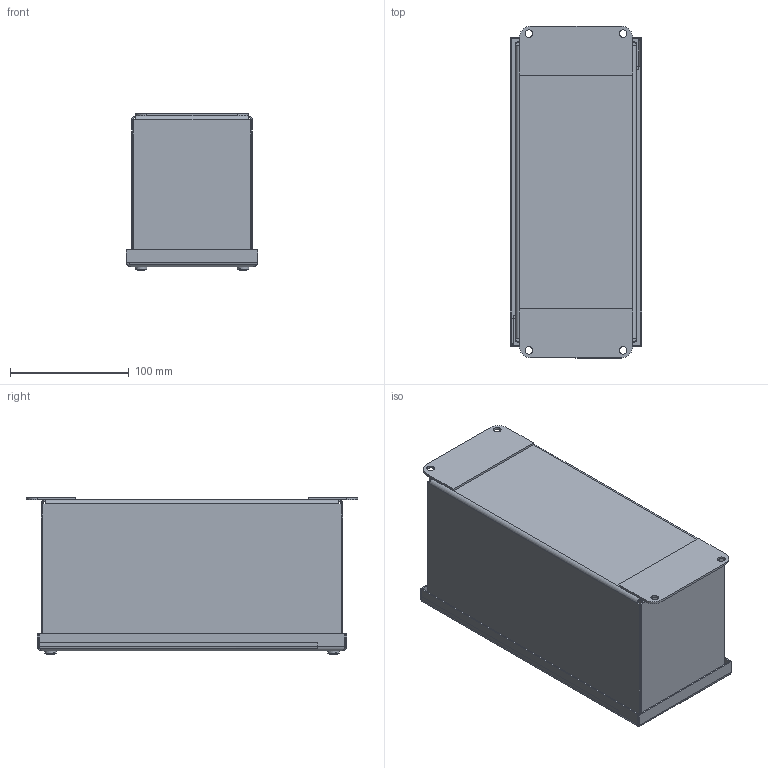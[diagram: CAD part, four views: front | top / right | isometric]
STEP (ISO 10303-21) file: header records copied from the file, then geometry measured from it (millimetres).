
FILE_DESCRIPTION(/* description */ ('LID, PBXD4SS, 10X4'),/* implementation_level */ '2;1');
FILE_NAME(/* name */ 'PBXD4SS.stp',/* time_stamp */ '2017-01-30T21:16:11+06:00',/* author */ ('mgunasekar'),/* organization */ (''),/* preprocessor_version */ 'ST-DEVELOPER v16.1',/* originating_system */ 'Autodesk Inventor 2016',/* authorisation */ '');
FILE_SCHEMA (('AUTOMOTIVE_DESIGN { 1 0 10303 214 3 1 1 }'));
Length unit declared in the file: inch
Products named in the file (13): PBXD4SSLID; 37210; 39077; PBXD4SSBKP; 34984; 38832; 32811; 3694; 31817; 3185; 348125; 316241; PBXD4SS
Assembly tree (25 placements, depth 2):
  PBXD4SS
    PBXD4SSLID
    37210  x4
    39077  x4
    PBXD4SSBKP
    34984  x4
    38832  x2
    32811  x2
    3694
    31817
    3185
    348125  x2
    316241  x2
Bounding box: 110.33 x 279.4 x 132.09 mm (x, y, z)
Volume: 238172.1 mm3; surface area: 356488.3 mm2
Topology: 25 solids, 27 shells, 713 faces, 1790 edges, 1138 vertices
Faces by surface type: plane 457, cylinder 148, cone 56, torus 30, bspline 14, sphere 8
Full cylindrical faces by diameter (mm): 3.175 x1, 3.378 x2, 3.556 x2, 3.962 x4, 4.255 x4, 4.826 x4, 4.978 x4, 6.299 x4, 6.35 x7, 6.528 x4, 7.061 x4, 7.137 x4, 7.95 x4, 10.312 x4, 11.506 x4
Entity records: 13444 total; most frequent: CARTESIAN_POINT 2719, DIRECTION 2111, ORIENTED_EDGE 2046, EDGE_CURVE 1023, LINE 723, VECTOR 723, AXIS2_PLACEMENT_3D 694, VERTEX_POINT 660
